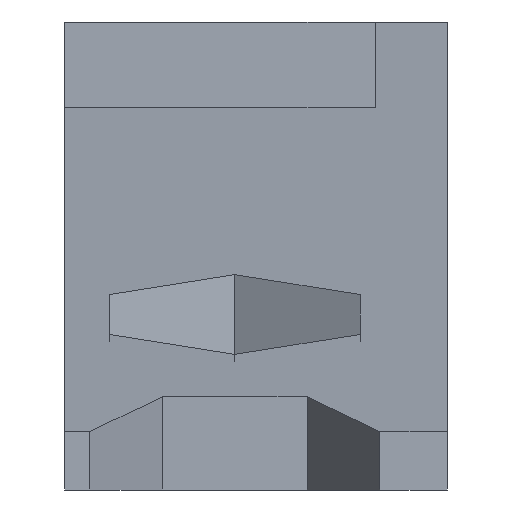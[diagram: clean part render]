
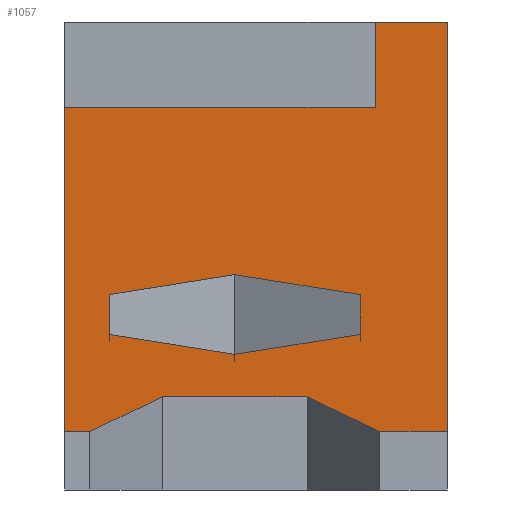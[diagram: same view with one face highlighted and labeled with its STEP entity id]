
A CAD part, left-side view. The second image highlights one B-rep face of the part: STEP entity #1057.
In plain terms, the highlighted planar face has unit normal (-0.265, 0, 0.964).
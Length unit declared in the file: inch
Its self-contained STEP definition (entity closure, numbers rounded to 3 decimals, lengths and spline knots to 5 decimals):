
#41=FACE_BOUND('',#182,.T.);
#110=FACE_OUTER_BOUND('',#181,.T.);
#181=EDGE_LOOP('',(#931,#932,#933,#934,#935,#936,#937,#938,#939,#940));
#182=EDGE_LOOP('',(#941,#942,#943,#944,#945,#946));
#218=LINE('',#1473,#342);
#220=LINE('',#1484,#344);
#227=LINE('',#1498,#351);
#229=LINE('',#1501,#353);
#245=LINE('',#1532,#369);
#247=LINE('',#1542,#371);
#249=LINE('',#1546,#373);
#251=LINE('',#1551,#375);
#255=LINE('',#1559,#379);
#258=LINE('',#1565,#382);
#261=LINE('',#1571,#385);
#264=LINE('',#1577,#388);
#267=LINE('',#1582,#391);
#269=LINE('',#1589,#393);
#271=LINE('',#1593,#395);
#273=LINE('',#1596,#397);
#342=VECTOR('',#1193,0.3937);
#344=VECTOR('',#1203,0.3937);
#351=VECTOR('',#1214,0.3937);
#353=VECTOR('',#1218,0.3937);
#369=VECTOR('',#1236,0.3937);
#371=VECTOR('',#1246,0.3937);
#373=VECTOR('',#1250,0.3937);
#375=VECTOR('',#1254,0.3937);
#379=VECTOR('',#1260,0.3937);
#382=VECTOR('',#1265,0.3937);
#385=VECTOR('',#1270,0.3937);
#388=VECTOR('',#1275,0.3937);
#391=VECTOR('',#1280,0.3937);
#393=VECTOR('',#1288,0.3937);
#395=VECTOR('',#1292,0.3937);
#397=VECTOR('',#1296,0.3937);
#467=VERTEX_POINT('',#1470);
#468=VERTEX_POINT('',#1472);
#472=VERTEX_POINT('',#1482);
#473=VERTEX_POINT('',#1483);
#478=VERTEX_POINT('',#1497);
#492=VERTEX_POINT('',#1530);
#496=VERTEX_POINT('',#1541);
#497=VERTEX_POINT('',#1545);
#498=VERTEX_POINT('',#1549);
#499=VERTEX_POINT('',#1550);
#502=VERTEX_POINT('',#1558);
#504=VERTEX_POINT('',#1564);
#506=VERTEX_POINT('',#1570);
#508=VERTEX_POINT('',#1576);
#511=VERTEX_POINT('',#1588);
#512=VERTEX_POINT('',#1592);
#568=EDGE_CURVE('',#468,#467,#218,.T.);
#573=EDGE_CURVE('',#472,#473,#220,.T.);
#580=EDGE_CURVE('',#473,#478,#227,.T.);
#582=EDGE_CURVE('',#467,#478,#229,.T.);
#598=EDGE_CURVE('',#472,#492,#245,.T.);
#603=EDGE_CURVE('',#468,#496,#247,.T.);
#605=EDGE_CURVE('',#497,#492,#249,.T.);
#607=EDGE_CURVE('',#498,#499,#251,.T.);
#611=EDGE_CURVE('',#499,#502,#255,.T.);
#614=EDGE_CURVE('',#502,#504,#258,.T.);
#617=EDGE_CURVE('',#504,#506,#261,.T.);
#620=EDGE_CURVE('',#508,#498,#264,.T.);
#623=EDGE_CURVE('',#506,#508,#267,.T.);
#626=EDGE_CURVE('',#496,#511,#269,.T.);
#628=EDGE_CURVE('',#511,#512,#271,.T.);
#630=EDGE_CURVE('',#512,#497,#273,.T.);
#931=ORIENTED_EDGE('',*,*,#580,.F.);
#932=ORIENTED_EDGE('',*,*,#573,.F.);
#933=ORIENTED_EDGE('',*,*,#598,.T.);
#934=ORIENTED_EDGE('',*,*,#605,.F.);
#935=ORIENTED_EDGE('',*,*,#630,.F.);
#936=ORIENTED_EDGE('',*,*,#628,.F.);
#937=ORIENTED_EDGE('',*,*,#626,.F.);
#938=ORIENTED_EDGE('',*,*,#603,.F.);
#939=ORIENTED_EDGE('',*,*,#568,.T.);
#940=ORIENTED_EDGE('',*,*,#582,.T.);
#941=ORIENTED_EDGE('',*,*,#617,.F.);
#942=ORIENTED_EDGE('',*,*,#614,.F.);
#943=ORIENTED_EDGE('',*,*,#611,.F.);
#944=ORIENTED_EDGE('',*,*,#607,.F.);
#945=ORIENTED_EDGE('',*,*,#620,.F.);
#946=ORIENTED_EDGE('',*,*,#623,.F.);
#1010=PLANE('',#1147);
#1057=ADVANCED_FACE('',(#110,#41),#1010,.T.);
#1147=AXIS2_PLACEMENT_3D('',#1706,#1405,#1406);
#1193=DIRECTION('',(0.964,0.,0.265));
#1203=DIRECTION('',(0.,-1.,0.));
#1214=DIRECTION('',(0.964,0.,0.265));
#1218=DIRECTION('',(0.,1.,0.));
#1236=DIRECTION('',(-0.964,0.,-0.265));
#1246=DIRECTION('',(0.,1.,0.));
#1250=DIRECTION('',(0.,1.,0.));
#1254=DIRECTION('',(-0.495,-0.858,-0.136));
#1260=DIRECTION('',(0.495,-0.858,0.136));
#1265=DIRECTION('',(0.964,0.,0.265));
#1270=DIRECTION('',(0.495,0.858,0.136));
#1275=DIRECTION('',(-0.964,0.,-0.265));
#1280=DIRECTION('',(-0.495,0.858,-0.136));
#1288=DIRECTION('',(0.842,0.486,0.232));
#1292=DIRECTION('',(0.,1.,0.));
#1296=DIRECTION('',(-0.842,0.486,-0.232));
#1405=DIRECTION('center_axis',(-0.265,0.,0.964));
#1406=DIRECTION('ref_axis',(-0.964,0.,-0.265));
#1470=CARTESIAN_POINT('',(1.5748,-0.35433,0.43307));
#1472=CARTESIAN_POINT('',(0.19685,-0.35433,0.05413));
#1473=CARTESIAN_POINT('',(3.79792,-0.35433,1.04443));
#1482=CARTESIAN_POINT('',(1.28848,0.,0.35433));
#1483=CARTESIAN_POINT('',(1.28848,-0.2874,0.35433));
#1484=CARTESIAN_POINT('',(1.28848,0.,0.35433));
#1497=CARTESIAN_POINT('',(1.5748,-0.2874,0.43307));
#1498=CARTESIAN_POINT('',(1.58807,-0.2874,0.43672));
#1501=CARTESIAN_POINT('',(1.5748,-0.08858,0.43307));
#1530=CARTESIAN_POINT('',(0.19685,0.,0.05413));
#1532=CARTESIAN_POINT('',(0.7874,0.,0.21654));
#1541=CARTESIAN_POINT('',(0.19685,-0.29159,0.05413));
#1542=CARTESIAN_POINT('',(0.19685,0.,0.05413));
#1545=CARTESIAN_POINT('',(0.19685,-0.02337,0.05413));
#1546=CARTESIAN_POINT('',(0.19685,0.,0.05413));
#1549=CARTESIAN_POINT('',(0.5235,-0.04134,0.14396));
#1550=CARTESIAN_POINT('',(0.45644,-0.15748,0.12552));
#1551=CARTESIAN_POINT('',(0.68076,0.23105,0.18721));
#1558=CARTESIAN_POINT('',(0.5235,-0.27362,0.14396));
#1559=CARTESIAN_POINT('',(0.58093,-0.3731,0.15976));
#1564=CARTESIAN_POINT('',(0.65761,-0.27362,0.18084));
#1565=CARTESIAN_POINT('',(1.08611,-0.27362,0.29868));
#1570=CARTESIAN_POINT('',(0.72466,-0.15748,0.19928));
#1571=CARTESIAN_POINT('',(0.84529,0.05145,0.23245));
#1576=CARTESIAN_POINT('',(0.65761,-0.04134,0.18084));
#1577=CARTESIAN_POINT('',(1.14845,-0.04134,0.31582));
#1582=CARTESIAN_POINT('',(0.81127,-0.30749,0.2231));
#1588=CARTESIAN_POINT('',(0.31299,-0.22453,0.08607));
#1589=CARTESIAN_POINT('',(0.81955,0.06793,0.22538));
#1592=CARTESIAN_POINT('',(0.31299,-0.09043,0.08607));
#1593=CARTESIAN_POINT('',(0.31299,-0.11227,0.08607));
#1596=CARTESIAN_POINT('',(0.80997,-0.37736,0.22274));
#1706=CARTESIAN_POINT('Origin',(1.5748,0.,0.43307));
